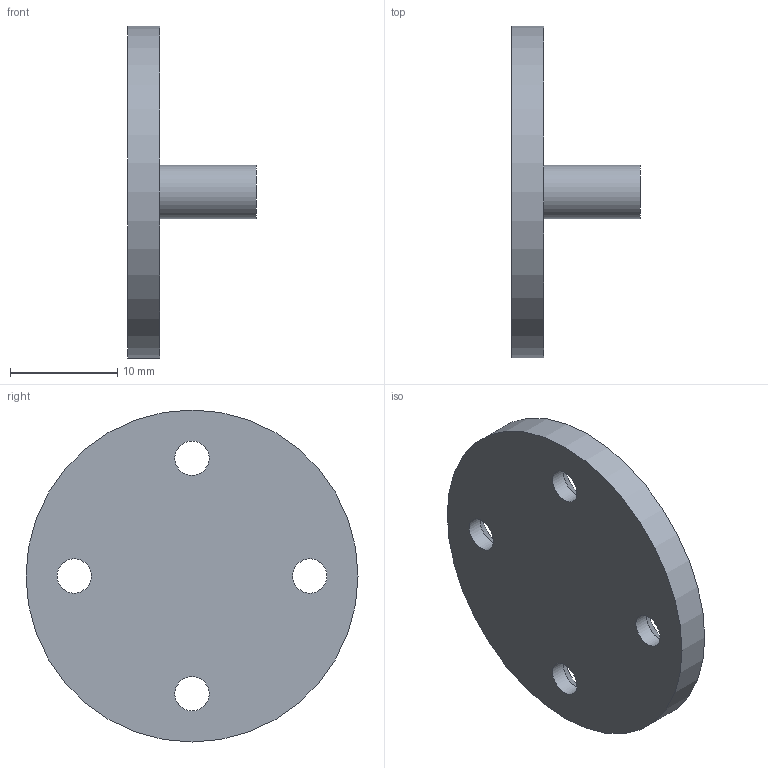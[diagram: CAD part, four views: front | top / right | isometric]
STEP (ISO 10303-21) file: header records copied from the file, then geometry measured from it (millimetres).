
FILE_DESCRIPTION(/* description */ (''),/* implementation_level */ '2;1');
FILE_NAME(/* name */ 'Coils coupling rod wiring.stp',/* time_stamp */ '2022-11-08T09:05:16+01:00',/* author */ ('exolab-5mv6l'),/* organization */ (''),/* preprocessor_version */ 'ST-DEVELOPER v18.1',/* originating_system */ 'Autodesk Inventor 2022',/* authorisation */ '');
FILE_SCHEMA (('AUTOMOTIVE_DESIGN { 1 0 10303 214 3 1 1 }'));
Length unit declared in the file: millimetre
Products named in the file (1): CO-MEC-GSE-0063-01
Bounding box: 12 x 31 x 31 mm (x, y, z)
Volume: 2280.6 mm3; surface area: 1975.4 mm2
Topology: 1 solids, 1 shells, 13 faces, 26 edges, 16 vertices
Faces by surface type: cylinder 6, cone 4, plane 3
Full cylindrical faces by diameter (mm): 3.2 x4, 5 x1, 31 x1
Entity records: 403 total; most frequent: DIRECTION 70, CARTESIAN_POINT 56, ORIENTED_EDGE 52, AXIS2_PLACEMENT_3D 30, EDGE_CURVE 26, EDGE_LOOP 22, CIRCLE 16, VERTEX_POINT 16
